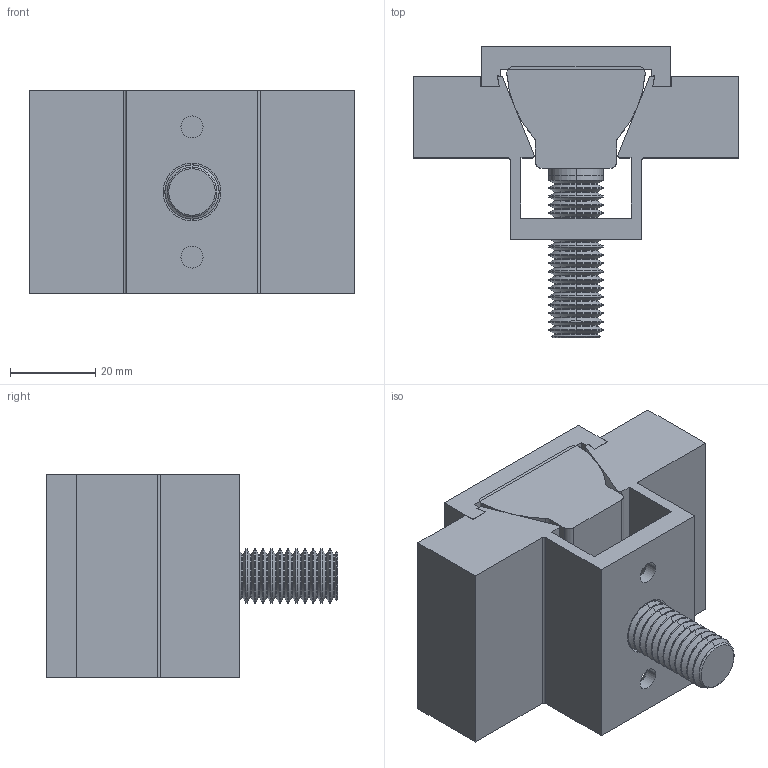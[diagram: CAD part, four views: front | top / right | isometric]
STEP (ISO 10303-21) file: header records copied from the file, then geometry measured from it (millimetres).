
FILE_DESCRIPTION (( 'STEP AP203' ), '1' );
FILE_NAME ('80DEFAU11221212126328.step', '2006-11-22T17:12:17', ( 'sysAdmin' ), ( 'SolidWorks' ), 'SwSTEP 2.0', 'SolidWorks 2007', '' );
FILE_SCHEMA (( 'CONFIG_CONTROL_DESIGN' ));
Length unit declared in the file: inch
Products named in the file (5): 80DEFAU11221212126328; SW3dPS-80150_60165; SW3dPS-80150_500-13 CAP; SW3dPS-80150_60150; SW3dPS-80150_60340
Assembly tree (4 placements, depth 2):
  80DEFAU11221212126328
    SW3dPS-80150_500-13 CAP
    SW3dPS-80150_60165
    SW3dPS-80150_60340
    SW3dPS-80150_60150
Bounding box: 76.2 x 68.27 x 47.62 mm (x, y, z)
Volume: 98007.7 mm3; surface area: 34132.3 mm2
Topology: 4 solids, 4 shells, 248 faces, 550 edges, 314 vertices
Faces by surface type: cylinder 106, cone 82, plane 58, bspline 2
Entity records: 7287 total; most frequent: DIRECTION 1276, CARTESIAN_POINT 1155, ORIENTED_EDGE 1100, EDGE_CURVE 550, AXIS2_PLACEMENT_3D 475, LINE 326, VECTOR 326, VERTEX_POINT 314
